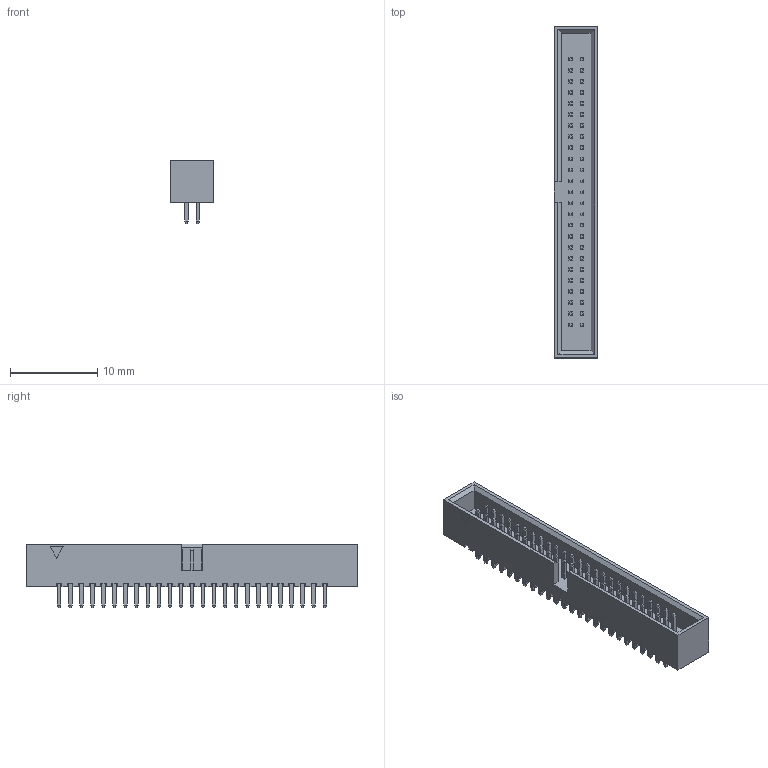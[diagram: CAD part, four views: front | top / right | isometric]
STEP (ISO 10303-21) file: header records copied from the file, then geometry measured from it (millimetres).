
FILE_DESCRIPTION(/* description */ ('Unknown'),/* implementation_level */ '2;1');
FILE_NAME(/* name */ 'J_Wurth_WR-BHD_62705021621',/* time_stamp */ '2025-05-20T11:30:27+08:00',/* author */ ('Unknown'),/* organization */ ('Unknown'),/* preprocessor_version */ 'ST-DEVELOPER v19.4',/* originating_system */ 'Solid Edge',/* authorisation */ 'Unknown');
FILE_SCHEMA (('AUTOMOTIVE_DESIGN {1 0 10303 214 3 1 1}'));
Length unit declared in the file: millimetre
Products named in the file (2): J_Wurth_WR-BHD_62705021621
Assembly tree (1 placements, depth 2):
  J_Wurth_WR-BHD_62705021621
    J_Wurth_WR-BHD_62705021621
Bounding box: 5.05 x 38.1 x 7.3 mm (x, y, z)
Volume: 563.7 mm3; surface area: 1520.6 mm2
Topology: 1 solids, 1 shells, 1373 faces, 3356 edges, 2036 vertices
Faces by surface type: plane 1373
Entity records: 48312 total; most frequent: CARTESIAN_POINT 6767, ORIENTED_EDGE 6712, DIRECTION 6106, EDGE_CURVE 3356, LINE 3356, VECTOR 3356, VERTEX_POINT 2036, EDGE_LOOP 1424
